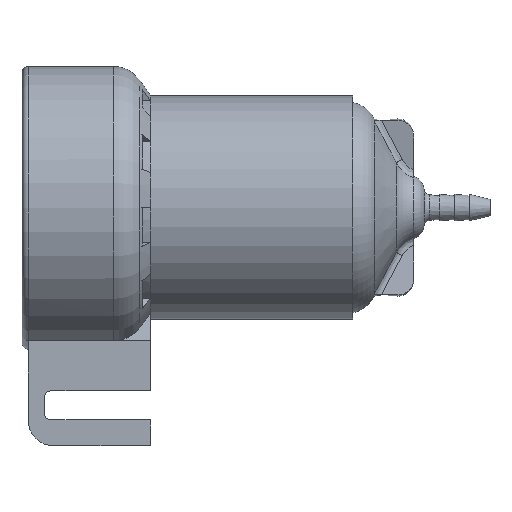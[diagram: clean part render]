
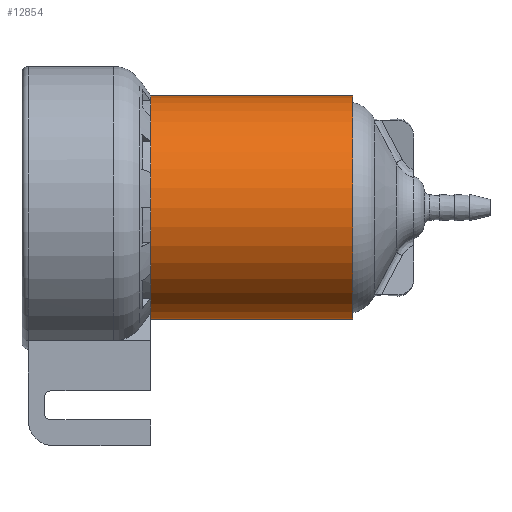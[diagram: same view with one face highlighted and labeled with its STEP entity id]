
A CAD part, left-side view. The second image highlights one B-rep face of the part: STEP entity #12854.
In plain terms, the highlighted cylindrical face has radius 34.746 mm (diameter 69.493 mm), a full revolution.
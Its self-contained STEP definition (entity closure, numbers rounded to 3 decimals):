
#1421=FACE_OUTER_BOUND('',#2092,.T.);
#2092=EDGE_LOOP('',(#10872,#10873,#10874,#10875));
#3461=LINE('',#26579,#4580);
#4580=VECTOR('',#16579,34.747);
#4954=CIRCLE('',#13781,34.747);
#4960=CIRCLE('',#13793,34.747);
#6117=VERTEX_POINT('',#24326);
#6132=VERTEX_POINT('',#26578);
#7751=EDGE_CURVE('',#6117,#6117,#4954,.T.);
#7777=EDGE_CURVE('',#6117,#6132,#3461,.T.);
#7778=EDGE_CURVE('',#6132,#6132,#4960,.T.);
#10872=ORIENTED_EDGE('',*,*,#7751,.T.);
#10873=ORIENTED_EDGE('',*,*,#7777,.T.);
#10874=ORIENTED_EDGE('',*,*,#7778,.T.);
#10875=ORIENTED_EDGE('',*,*,#7777,.F.);
#12266=CYLINDRICAL_SURFACE('',#13792,34.747);
#12854=ADVANCED_FACE('',(#1421),#12266,.T.);
#13781=AXIS2_PLACEMENT_3D('',#24327,#16554,#16555);
#13792=AXIS2_PLACEMENT_3D('',#26577,#16577,#16578);
#13793=AXIS2_PLACEMENT_3D('',#26580,#16580,#16581);
#16554=DIRECTION('center_axis',(0.,-1.,0.));
#16555=DIRECTION('ref_axis',(-1.,0.,0.));
#16577=DIRECTION('center_axis',(0.,1.,0.));
#16578=DIRECTION('ref_axis',(-1.,0.,0.));
#16579=DIRECTION('',(0.,-1.,0.));
#16580=DIRECTION('center_axis',(0.,1.,0.));
#16581=DIRECTION('ref_axis',(-1.,0.,0.));
#24326=CARTESIAN_POINT('',(34.747,58.,0.));
#24327=CARTESIAN_POINT('Origin',(0.,58.,0.));
#26577=CARTESIAN_POINT('Origin',(0.,-5.,0.));
#26578=CARTESIAN_POINT('',(34.747,-5.,0.));
#26579=CARTESIAN_POINT('',(34.747,-5.,0.));
#26580=CARTESIAN_POINT('Origin',(0.,-5.,0.));
